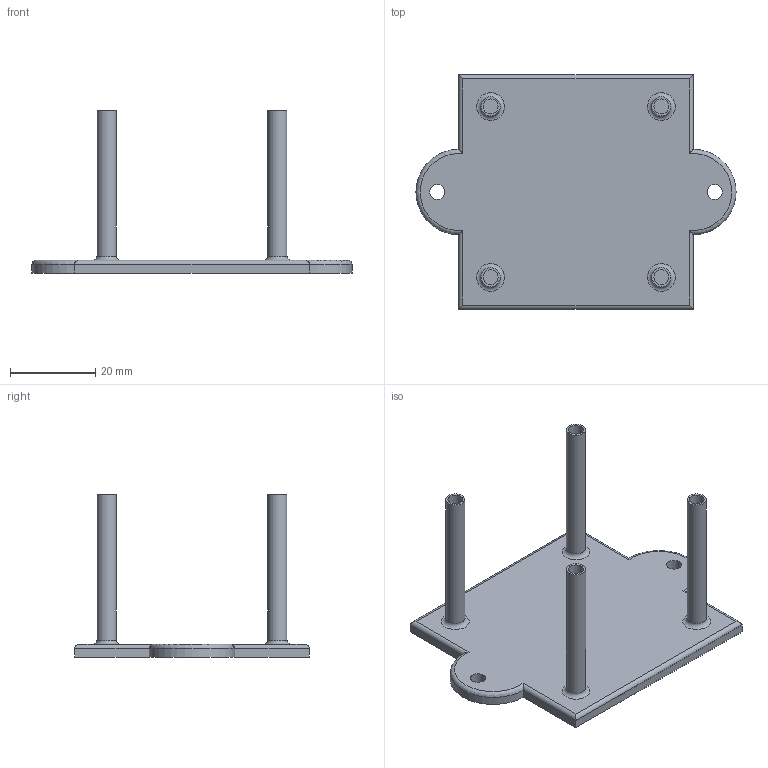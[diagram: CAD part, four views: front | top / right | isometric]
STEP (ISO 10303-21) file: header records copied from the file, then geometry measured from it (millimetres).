
FILE_DESCRIPTION(/* description */ (''),/* implementation_level */ '2;1');
FILE_NAME(/* name */ 'Base para driver.stp',/* time_stamp */ '2023-11-20T01:54:22-06:00',/* author */ ('R3PT1L'),/* organization */ (''),/* preprocessor_version */ 'ST-DEVELOPER v19.2',/* originating_system */ 'Autodesk Inventor 2024',/* authorisation */ '');
FILE_SCHEMA (('AUTOMOTIVE_DESIGN { 1 0 10303 214 3 1 1 }'));
Length unit declared in the file: millimetre
Products named in the file (1): Base para driver
Bounding box: 75 x 55 x 38 mm (x, y, z)
Volume: 11993.9 mm3; surface area: 9462.3 mm2
Topology: 1 solids, 1 shells, 40 faces, 82 edges, 52 vertices
Faces by surface type: cylinder 18, plane 16, torus 6
Full cylindrical faces by diameter (mm): 3.5 x6, 4.5 x4
Entity records: 1208 total; most frequent: CARTESIAN_POINT 227, DIRECTION 202, ORIENTED_EDGE 164, AXIS2_PLACEMENT_3D 83, EDGE_CURVE 82, EDGE_LOOP 52, VERTEX_POINT 52, STYLED_ITEM 41
